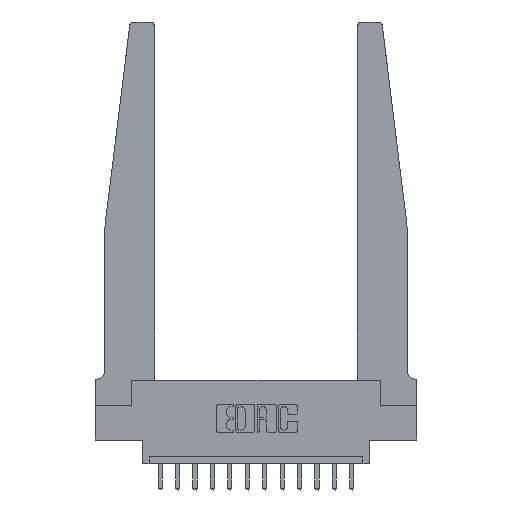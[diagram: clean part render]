
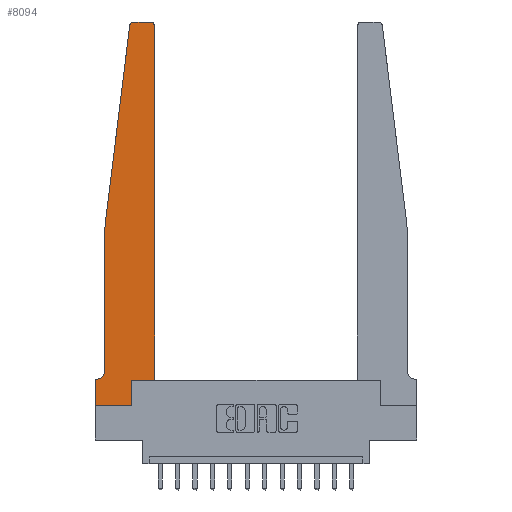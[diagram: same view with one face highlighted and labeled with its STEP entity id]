
A CAD part, top view. The second image highlights one B-rep face of the part: STEP entity #8094.
In plain terms, the highlighted planar face has unit normal (0, 0, 1).
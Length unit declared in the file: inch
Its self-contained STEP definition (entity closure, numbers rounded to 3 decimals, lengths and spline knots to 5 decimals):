
#35 = VERTEX_POINT ( 'NONE', #13961 ) ;
#155 = EDGE_CURVE ( 'NONE', #13283, #5377, #2766, .T. ) ;
#536 = CARTESIAN_POINT ( 'NONE',  ( 0.395, 2.75, 0.37 ) ) ;
#703 = CARTESIAN_POINT ( 'NONE',  ( 0.24675, 2.72367, 0.37 ) ) ;
#893 = ORIENTED_EDGE ( 'NONE', *, *, #5619, .T. ) ;
#976 = VECTOR ( 'NONE', #4855, 39.37008 ) ;
#1232 = AXIS2_PLACEMENT_3D ( 'NONE', #16737, #6037, #9960 ) ;
#1299 = CARTESIAN_POINT ( 'NONE',  ( 0.425, 0.18, 0.37 ) ) ;
#1332 = VECTOR ( 'NONE', #12384, 39.37008 ) ;
#1455 = EDGE_CURVE ( 'NONE', #3552, #35, #10366, .T. ) ;
#1573 = ORIENTED_EDGE ( 'NONE', *, *, #1455, .T. ) ;
#1763 = CARTESIAN_POINT ( 'NONE',  ( 0.015, 0.2375, 0.37 ) ) ;
#2184 = DIRECTION ( 'NONE',  ( 0., 0., 1. ) ) ;
#2200 = CARTESIAN_POINT ( 'NONE',  ( 0.065, 0.1875, 0.37 ) ) ;
#2297 = LINE ( 'NONE', #10055, #976 ) ;
#2438 = CARTESIAN_POINT ( 'NONE',  ( 0.425, 0.18, 0.37 ) ) ;
#2561 = ORIENTED_EDGE ( 'NONE', *, *, #15589, .T. ) ;
#2766 = LINE ( 'NONE', #2438, #5614 ) ;
#2917 = EDGE_CURVE ( 'NONE', #11009, #13283, #5836, .T. ) ;
#2960 = EDGE_CURVE ( 'NONE', #15507, #8273, #7133, .T. ) ;
#3042 = VERTEX_POINT ( 'NONE', #5579 ) ;
#3170 = CARTESIAN_POINT ( 'NONE',  ( 0., 0., 0.37 ) ) ;
#3449 = CARTESIAN_POINT ( 'NONE',  ( 0., 0.1875, 0.37 ) ) ;
#3552 = VERTEX_POINT ( 'NONE', #536 ) ;
#3588 = VERTEX_POINT ( 'NONE', #703 ) ;
#3992 = CARTESIAN_POINT ( 'NONE',  ( 0.425, 0.18, 0.37 ) ) ;
#4129 = VERTEX_POINT ( 'NONE', #15978 ) ;
#4410 = AXIS2_PLACEMENT_3D ( 'NONE', #1763, #12261, #9783 ) ;
#4688 = CARTESIAN_POINT ( 'NONE',  ( 0.065, 0.2375, 0.37 ) ) ;
#4742 = DIRECTION ( 'NONE',  ( 1., 0., 0. ) ) ;
#4855 = DIRECTION ( 'NONE',  ( 0., -1., 0. ) ) ;
#5377 = VERTEX_POINT ( 'NONE', #1299 ) ;
#5579 = CARTESIAN_POINT ( 'NONE',  ( 0., 0., 0.37 ) ) ;
#5614 = VECTOR ( 'NONE', #12922, 39.37008 ) ;
#5619 = EDGE_CURVE ( 'NONE', #3042, #11009, #8541, .T. ) ;
#5700 = VERTEX_POINT ( 'NONE', #15123 ) ;
#5836 = LINE ( 'NONE', #13539, #9062 ) ;
#6037 = DIRECTION ( 'NONE',  ( 0., 0., 1. ) ) ;
#6147 = VECTOR ( 'NONE', #13728, 39.37008 ) ;
#6183 = EDGE_CURVE ( 'NONE', #8273, #4129, #7483, .T. ) ;
#6288 = CARTESIAN_POINT ( 'NONE',  ( 0.2605, 0., 0.37 ) ) ;
#6398 = CIRCLE ( 'NONE', #1232, 0.03 ) ;
#6825 = LINE ( 'NONE', #3170, #9779 ) ;
#6939 = ORIENTED_EDGE ( 'NONE', *, *, #14558, .T. ) ;
#7005 = CARTESIAN_POINT ( 'NONE',  ( 0., 0., 0.37 ) ) ;
#7133 = CIRCLE ( 'NONE', #4410, 0.05 ) ;
#7333 = VECTOR ( 'NONE', #8763, 39.37008 ) ;
#7483 = LINE ( 'NONE', #2200, #7333 ) ;
#7739 = EDGE_CURVE ( 'NONE', #16014, #3552, #16885, .T. ) ;
#7984 = CARTESIAN_POINT ( 'NONE',  ( 0.25, 2.75, 0.37 ) ) ;
#7997 = ORIENTED_EDGE ( 'NONE', *, *, #2960, .T. ) ;
#8087 = DIRECTION ( 'NONE',  ( 1., 0., 0. ) ) ;
#8094 = ADVANCED_FACE ( 'NONE', ( #14216 ), #12843, .T. ) ;
#8273 = VERTEX_POINT ( 'NONE', #16282 ) ;
#8367 = CARTESIAN_POINT ( 'NONE',  ( 0.2605, 0.18, 0.37 ) ) ;
#8481 = ORIENTED_EDGE ( 'NONE', *, *, #155, .T. ) ;
#8541 = LINE ( 'NONE', #7005, #1332 ) ;
#8763 = DIRECTION ( 'NONE',  ( -1., 0., 0. ) ) ;
#9062 = VECTOR ( 'NONE', #12339, 39.37008 ) ;
#9281 = DIRECTION ( 'NONE',  ( 0., 0., 1. ) ) ;
#9578 = ORIENTED_EDGE ( 'NONE', *, *, #6183, .T. ) ;
#9779 = VECTOR ( 'NONE', #12036, 39.37008 ) ;
#9783 = DIRECTION ( 'NONE',  ( -1., 0., 0. ) ) ;
#9949 = VECTOR ( 'NONE', #11820, 39.37008 ) ;
#9951 = ORIENTED_EDGE ( 'NONE', *, *, #7739, .T. ) ;
#9960 = DIRECTION ( 'NONE',  ( 1., 0., 0. ) ) ;
#10055 = CARTESIAN_POINT ( 'NONE',  ( 0.065, 1.25, 0.37 ) ) ;
#10104 = VECTOR ( 'NONE', #10189, 39.37008 ) ;
#10189 = DIRECTION ( 'NONE',  ( -1., 0., 0. ) ) ;
#10366 = LINE ( 'NONE', #7984, #10104 ) ;
#10473 = LINE ( 'NONE', #3992, #6147 ) ;
#10481 = ORIENTED_EDGE ( 'NONE', *, *, #2917, .T. ) ;
#11009 = VERTEX_POINT ( 'NONE', #6288 ) ;
#11127 = AXIS2_PLACEMENT_3D ( 'NONE', #3449, #2184, #4742 ) ;
#11151 = CARTESIAN_POINT ( 'NONE',  ( 0.425, 2.72, 0.37 ) ) ;
#11651 = CARTESIAN_POINT ( 'NONE',  ( 0.065, 1.25, 0.37 ) ) ;
#11725 = ORIENTED_EDGE ( 'NONE', *, *, #11773, .T. ) ;
#11773 = EDGE_CURVE ( 'NONE', #4129, #3042, #6825, .T. ) ;
#11820 = DIRECTION ( 'NONE',  ( -0.122, -0.992, 0. ) ) ;
#12036 = DIRECTION ( 'NONE',  ( 0., -1., 0. ) ) ;
#12261 = DIRECTION ( 'NONE',  ( 0., 0., -1. ) ) ;
#12339 = DIRECTION ( 'NONE',  ( 0., 1., 0. ) ) ;
#12384 = DIRECTION ( 'NONE',  ( 1., 0., 0. ) ) ;
#12516 = ORIENTED_EDGE ( 'NONE', *, *, #15868, .T. ) ;
#12613 = EDGE_LOOP ( 'NONE', ( #1573, #6939, #15811, #2561, #7997, #9578, #11725, #893, #10481, #8481, #12516, #9951 ) ) ;
#12843 = PLANE ( 'NONE',  #11127 ) ;
#12922 = DIRECTION ( 'NONE',  ( 1., 0., 0. ) ) ;
#12936 = LINE ( 'NONE', #11651, #9949 ) ;
#13283 = VERTEX_POINT ( 'NONE', #8367 ) ;
#13539 = CARTESIAN_POINT ( 'NONE',  ( 0.2605, 0.18, 0.37 ) ) ;
#13728 = DIRECTION ( 'NONE',  ( 0., 1., 0. ) ) ;
#13961 = CARTESIAN_POINT ( 'NONE',  ( 0.27653, 2.75, 0.37 ) ) ;
#14216 = FACE_OUTER_BOUND ( 'NONE', #12613, .T. ) ;
#14418 = CARTESIAN_POINT ( 'NONE',  ( 0.395, 2.72, 0.37 ) ) ;
#14421 = AXIS2_PLACEMENT_3D ( 'NONE', #14418, #9281, #8087 ) ;
#14558 = EDGE_CURVE ( 'NONE', #35, #3588, #6398, .T. ) ;
#14940 = EDGE_CURVE ( 'NONE', #3588, #5700, #12936, .T. ) ;
#15123 = CARTESIAN_POINT ( 'NONE',  ( 0.065, 1.25, 0.37 ) ) ;
#15507 = VERTEX_POINT ( 'NONE', #4688 ) ;
#15589 = EDGE_CURVE ( 'NONE', #5700, #15507, #2297, .T. ) ;
#15811 = ORIENTED_EDGE ( 'NONE', *, *, #14940, .T. ) ;
#15868 = EDGE_CURVE ( 'NONE', #5377, #16014, #10473, .T. ) ;
#15978 = CARTESIAN_POINT ( 'NONE',  ( 0., 0.1875, 0.37 ) ) ;
#16014 = VERTEX_POINT ( 'NONE', #11151 ) ;
#16282 = CARTESIAN_POINT ( 'NONE',  ( 0.015, 0.1875, 0.37 ) ) ;
#16737 = CARTESIAN_POINT ( 'NONE',  ( 0.27653, 2.72, 0.37 ) ) ;
#16885 = CIRCLE ( 'NONE', #14421, 0.03 ) ;
